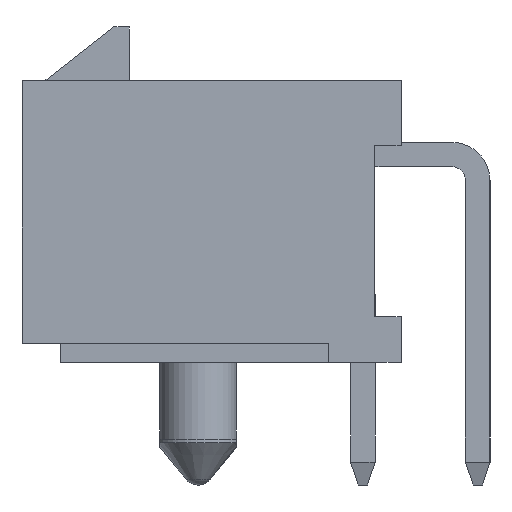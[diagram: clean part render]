
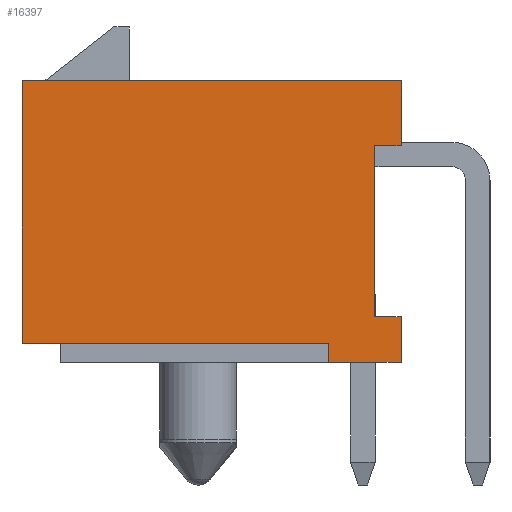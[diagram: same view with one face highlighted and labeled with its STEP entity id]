
A CAD part, left-side view. The second image highlights one B-rep face of the part: STEP entity #16397.
In plain terms, the highlighted planar face has unit normal (-1, 0, 0).
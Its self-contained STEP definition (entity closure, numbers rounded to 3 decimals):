
#1552=ORIENTED_EDGE('',*,*,#4539,.F.);
#1553=ORIENTED_EDGE('',*,*,#4363,.T.);
#1554=ORIENTED_EDGE('',*,*,#4614,.T.);
#1555=ORIENTED_EDGE('',*,*,#4615,.T.);
#1556=ORIENTED_EDGE('',*,*,#4616,.T.);
#1557=ORIENTED_EDGE('',*,*,#4617,.T.);
#1558=ORIENTED_EDGE('',*,*,#4618,.T.);
#1559=ORIENTED_EDGE('',*,*,#4419,.F.);
#1560=ORIENTED_EDGE('',*,*,#4414,.T.);
#1561=ORIENTED_EDGE('',*,*,#4619,.T.);
#4363=EDGE_CURVE('',#5913,#5912,#7068,.T.);
#4414=EDGE_CURVE('',#5951,#5953,#7119,.T.);
#4419=EDGE_CURVE('',#5951,#5956,#7124,.T.);
#4539=EDGE_CURVE('',#5913,#6037,#7235,.T.);
#4614=EDGE_CURVE('',#5912,#6092,#7310,.T.);
#4615=EDGE_CURVE('',#6092,#6093,#7311,.T.);
#4616=EDGE_CURVE('',#6093,#6094,#7312,.T.);
#4617=EDGE_CURVE('',#6094,#6095,#7313,.T.);
#4618=EDGE_CURVE('',#6095,#5956,#7314,.T.);
#4619=EDGE_CURVE('',#5953,#6037,#7315,.T.);
#5912=VERTEX_POINT('',#22239);
#5913=VERTEX_POINT('',#22241);
#5951=VERTEX_POINT('',#22342);
#5953=VERTEX_POINT('',#22346);
#5956=VERTEX_POINT('',#22356);
#6037=VERTEX_POINT('',#22586);
#6092=VERTEX_POINT('',#22744);
#6093=VERTEX_POINT('',#22746);
#6094=VERTEX_POINT('',#22748);
#6095=VERTEX_POINT('',#22750);
#7068=LINE('',#22240,#8642);
#7119=LINE('',#22347,#8693);
#7124=LINE('',#22357,#8698);
#7235=LINE('',#22592,#8809);
#7310=LINE('',#22743,#8884);
#7311=LINE('',#22745,#8885);
#7312=LINE('',#22747,#8886);
#7313=LINE('',#22749,#8887);
#7314=LINE('',#22751,#8888);
#7315=LINE('',#22752,#8889);
#8642=VECTOR('',#18795,1000.);
#8693=VECTOR('',#18876,1000.);
#8698=VECTOR('',#18885,1000.);
#8809=VECTOR('',#19064,1000.);
#8884=VECTOR('',#19185,1000.);
#8885=VECTOR('',#19186,1000.);
#8886=VECTOR('',#19187,1000.);
#8887=VECTOR('',#19188,1000.);
#8888=VECTOR('',#19189,1000.);
#8889=VECTOR('',#19190,1000.);
#9850=EDGE_LOOP('',(#1552,#1553,#1554,#1555,#1556,#1557,#1558,#1559,#1560,
#1561));
#10538=FACE_BOUND('',#9850,.T.);
#11180=PLANE('',#17143);
#16397=ADVANCED_FACE('',(#10538),#11180,.T.);
#17143=AXIS2_PLACEMENT_3D('',#22742,#19183,#19184);
#18795=DIRECTION('',(0.,-1.,0.));
#18876=DIRECTION('',(0.,0.,-1.));
#18885=DIRECTION('',(0.,-1.,0.));
#19064=DIRECTION('',(0.,0.,-1.));
#19183=DIRECTION('',(-1.,0.,0.));
#19184=DIRECTION('',(0.,0.,1.));
#19185=DIRECTION('',(0.,0.,-1.));
#19186=DIRECTION('',(0.,-1.,0.));
#19187=DIRECTION('',(0.,0.,1.));
#19188=DIRECTION('',(0.,1.,0.));
#19189=DIRECTION('',(0.,0.,-1.));
#19190=DIRECTION('',(0.,-1.,0.));
#22239=CARTESIAN_POINT('',(-12.35,-1.73,-4.25));
#22240=CARTESIAN_POINT('',(-12.35,2.73,-4.25));
#22241=CARTESIAN_POINT('',(-12.35,2.73,-4.25));
#22342=CARTESIAN_POINT('',(-12.35,3.93,-3.05));
#22346=CARTESIAN_POINT('',(-12.35,3.93,-4.95));
#22347=CARTESIAN_POINT('',(-12.35,3.93,-3.05));
#22356=CARTESIAN_POINT('',(-12.35,3.43,-3.05));
#22357=CARTESIAN_POINT('',(-12.35,3.93,-3.05));
#22586=CARTESIAN_POINT('',(-12.35,2.73,-4.95));
#22592=CARTESIAN_POINT('',(-12.35,2.73,-3.95));
#22742=CARTESIAN_POINT('',(-12.35,0.,0.));
#22743=CARTESIAN_POINT('',(-12.35,-1.73,-3.95));
#22744=CARTESIAN_POINT('',(-12.35,-1.73,-4.95));
#22745=CARTESIAN_POINT('',(-12.35,3.43,-4.95));
#22746=CARTESIAN_POINT('',(-12.35,-3.43,-4.95));
#22747=CARTESIAN_POINT('',(-12.35,-3.43,-4.95));
#22748=CARTESIAN_POINT('',(-12.35,-3.43,4.95));
#22749=CARTESIAN_POINT('',(-12.35,-3.43,4.95));
#22750=CARTESIAN_POINT('',(-12.35,3.43,4.95));
#22751=CARTESIAN_POINT('',(-12.35,3.43,4.95));
#22752=CARTESIAN_POINT('',(-12.35,3.43,-4.95));
